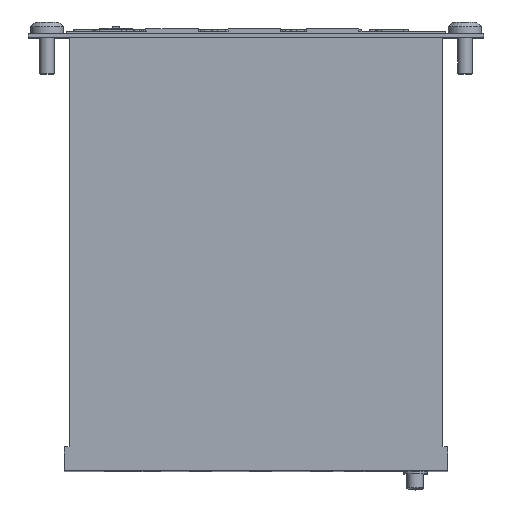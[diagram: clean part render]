
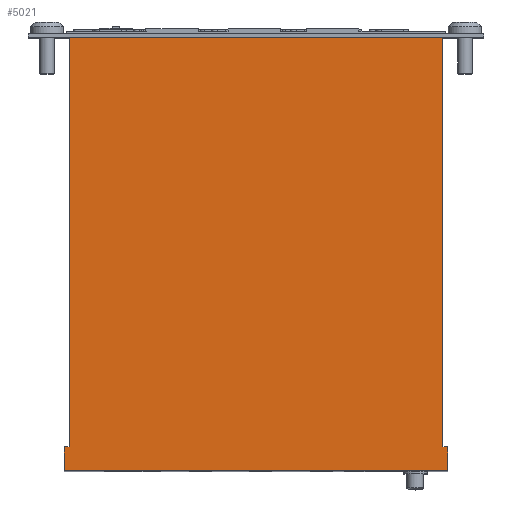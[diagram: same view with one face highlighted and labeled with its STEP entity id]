
A CAD part, top view. The second image highlights one B-rep face of the part: STEP entity #5021.
In plain terms, the highlighted planar face has unit normal (0, 0, 1).
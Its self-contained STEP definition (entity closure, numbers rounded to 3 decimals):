
#5021=ADVANCED_FACE('',(#15428),#15430,.T.);
#15428=FACE_BOUND('',#15429,.T.);
#15429=EDGE_LOOP('',(#24130,#24131,#24132,#24133,#24134,#24135,#24136,#24137));
#15430=PLANE('',#15431);
#15431=AXIS2_PLACEMENT_3D('',#15432,#15433,#15434);
#15432=CARTESIAN_POINT('',(0.,0.,266.));
#15433=DIRECTION('',(0.,0.,1.));
#15434=DIRECTION('',(1.,0.,0.));
#24130=ORIENTED_EDGE('',*,*,#29137,.F.);
#24131=ORIENTED_EDGE('',*,*,#29180,.T.);
#24132=ORIENTED_EDGE('',*,*,#29189,.T.);
#24133=ORIENTED_EDGE('',*,*,#29190,.F.);
#24134=ORIENTED_EDGE('',*,*,#29191,.T.);
#24135=ORIENTED_EDGE('',*,*,#29192,.F.);
#24136=ORIENTED_EDGE('',*,*,#29193,.F.);
#24137=ORIENTED_EDGE('',*,*,#29164,.T.);
#29137=EDGE_CURVE('',#33215,#33210,#33217,.F.);
#29164=EDGE_CURVE('',#33267,#33210,#33270,.T.);
#29180=EDGE_CURVE('',#33215,#33298,#33300,.T.);
#29189=EDGE_CURVE('',#33298,#33317,#33318,.T.);
#29190=EDGE_CURVE('',#33319,#33317,#33320,.T.);
#29191=EDGE_CURVE('',#33319,#33321,#33322,.T.);
#29192=EDGE_CURVE('',#33323,#33321,#33324,.T.);
#29193=EDGE_CURVE('',#33267,#33323,#33325,.T.);
#33210=VERTEX_POINT('',#41638);
#33215=VERTEX_POINT('',#41647);
#33217=LINE('',#41651,#41652);
#33267=VERTEX_POINT('',#41763);
#33270=LINE('',#41770,#41771);
#33298=VERTEX_POINT('',#41836);
#33300=LINE('',#41840,#41841);
#33317=VERTEX_POINT('',#41883);
#33318=LINE('',#41884,#41885);
#33319=VERTEX_POINT('',#41887);
#33320=LINE('',#41888,#41889);
#33321=VERTEX_POINT('',#41891);
#33322=LINE('',#41892,#41893);
#33323=VERTEX_POINT('',#41895);
#33324=LINE('',#41896,#41897);
#33325=LINE('',#41899,#41900);
#41638=CARTESIAN_POINT('',(158.,182.,266.));
#41647=CARTESIAN_POINT('',(1.,182.,266.));
#41651=CARTESIAN_POINT('',(158.,182.,266.));
#41652=VECTOR('',#41653,1.);
#41653=DIRECTION('',(-1.,0.,0.));
#41763=CARTESIAN_POINT('',(158.,10.,266.));
#41770=CARTESIAN_POINT('',(158.,10.,266.));
#41771=VECTOR('',#41772,1.);
#41772=DIRECTION('',(0.,1.,0.));
#41836=CARTESIAN_POINT('',(1.,10.,266.));
#41840=CARTESIAN_POINT('',(1.,182.,266.));
#41841=VECTOR('',#41842,1.);
#41842=DIRECTION('',(0.,-1.,0.));
#41883=CARTESIAN_POINT('',(-1.,10.,266.));
#41884=CARTESIAN_POINT('',(1.,10.,266.));
#41885=VECTOR('',#41886,1.);
#41886=DIRECTION('',(-1.,0.,0.));
#41887=CARTESIAN_POINT('',(-1.,0.,266.));
#41888=CARTESIAN_POINT('',(-1.,0.,266.));
#41889=VECTOR('',#41890,1.);
#41890=DIRECTION('',(0.,1.,0.));
#41891=CARTESIAN_POINT('',(160.,0.,266.));
#41892=CARTESIAN_POINT('',(-1.,0.,266.));
#41893=VECTOR('',#41894,1.);
#41894=DIRECTION('',(1.,0.,0.));
#41895=CARTESIAN_POINT('',(160.,10.,266.));
#41896=CARTESIAN_POINT('',(160.,10.,266.));
#41897=VECTOR('',#41898,1.);
#41898=DIRECTION('',(0.,-1.,0.));
#41899=CARTESIAN_POINT('',(158.,10.,266.));
#41900=VECTOR('',#41901,1.);
#41901=DIRECTION('',(1.,0.,0.));
